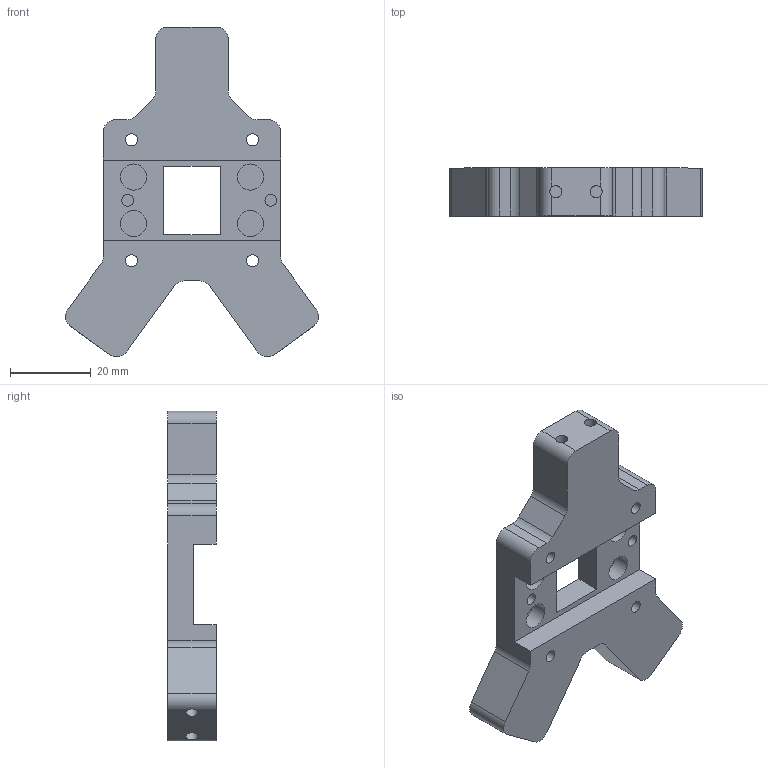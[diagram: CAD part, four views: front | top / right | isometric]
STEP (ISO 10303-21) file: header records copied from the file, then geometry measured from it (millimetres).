
FILE_DESCRIPTION(/* description */ ('STEP AP242','CAx-IF Rec.Pracs.---Representation and Presentation of Product Manufacturing Information (PMI)---4.0---2014-10-13','CAx-IF Rec.Pracs.---3D Tessellated Geometry---0.4---2014-09-14','2;1'),/* implementation_level */ '2;1');
FILE_NAME(/* name */ 'Toolhead carriage - Carraige - lock clamp',/* time_stamp */ '2025-04-20T16:57:06Z',/* author */ (''),/* organization */ (''),/* preprocessor_version */ 'ST-DEVELOPER v20',/* originating_system */ 'ONSHAPE BY PTC INC, 1.196',/* authorisation */ ' ');
FILE_SCHEMA (('AP242_MANAGED_MODEL_BASED_3D_ENGINEERING_MIM_LF { 1 0 10303 442 1 1 4 }'));
Length unit declared in the file: metre
Products named in the file (1): Carraige - lock clamp
Bounding box: 62.72 x 12 x 81.88 mm (x, y, z)
Volume: 23142.6 mm3; surface area: 11735 mm2
Topology: 1 solids, 1 shells, 99 faces, 279 edges, 186 vertices
Faces by surface type: plane 63, cylinder 36
Full cylindrical faces by diameter (mm): 2.9 x2, 3 x10, 6 x4, 6.5 x4
Entity records: 3072 total; most frequent: CARTESIAN_POINT 542, DIRECTION 522, ORIENTED_EDGE 488, EDGE_CURVE 244, AXIS2_PLACEMENT_3D 184, VERTEX_POINT 174, LINE 154, VECTOR 154
